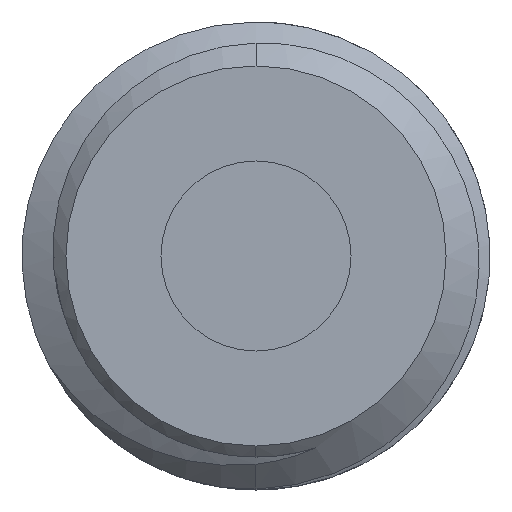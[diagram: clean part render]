
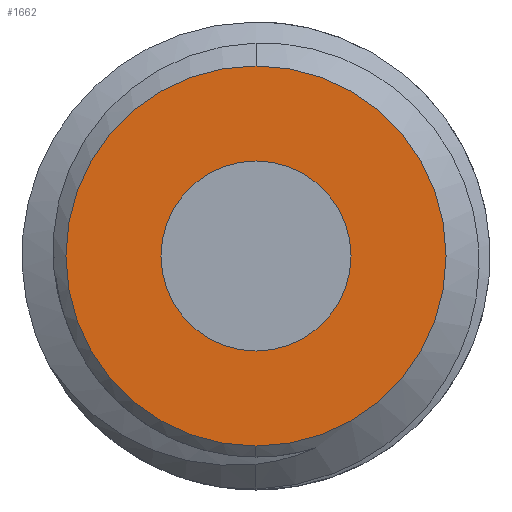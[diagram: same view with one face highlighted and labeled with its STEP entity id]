
A CAD part, left-side view. The second image highlights one B-rep face of the part: STEP entity #1662.
In plain terms, the highlighted planar face has unit normal (-1, 0, 0).
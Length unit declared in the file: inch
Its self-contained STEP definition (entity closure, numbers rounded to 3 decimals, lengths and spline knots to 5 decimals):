
#42 = DIRECTION ( 'NONE',  ( 0., 0., -1. ) ) ;
#163 = ORIENTED_EDGE ( 'NONE', *, *, #467, .T. ) ;
#313 = CARTESIAN_POINT ( 'NONE',  ( 0., 0., 0. ) ) ;
#467 = EDGE_CURVE ( 'NONE', #2526, #3203, #3320, .T. ) ;
#475 = DIRECTION ( 'NONE',  ( 0., 0., 1. ) ) ;
#669 = EDGE_LOOP ( 'NONE', ( #2464, #163 ) ) ;
#839 = AXIS2_PLACEMENT_3D ( 'NONE', #1168, #3225, #42 ) ;
#849 = FACE_OUTER_BOUND ( 'NONE', #1512, .T. ) ;
#883 = CARTESIAN_POINT ( 'NONE',  ( 0., 0., 0.125 ) ) ;
#1101 = CIRCLE ( 'NONE', #2471, 0.125 ) ;
#1168 = CARTESIAN_POINT ( 'NONE',  ( 0., 0., 0. ) ) ;
#1202 = VERTEX_POINT ( 'NONE', #883 ) ;
#1238 = DIRECTION ( 'NONE',  ( 0., 0., -1. ) ) ;
#1380 = CARTESIAN_POINT ( 'NONE',  ( 0., 0., 0.0625 ) ) ;
#1459 = DIRECTION ( 'NONE',  ( 0., 0., -1. ) ) ;
#1502 = CARTESIAN_POINT ( 'NONE',  ( 0., 0., 0. ) ) ;
#1512 = EDGE_LOOP ( 'NONE', ( #3193, #3262 ) ) ;
#1557 = PLANE ( 'NONE',  #1790 ) ;
#1570 = DIRECTION ( 'NONE',  ( -1., 0., 0. ) ) ;
#1662 = ADVANCED_FACE ( 'NONE', ( #2490, #849 ), #1557, .T. ) ;
#1736 = CIRCLE ( 'NONE', #2172, 0.0625 ) ;
#1790 = AXIS2_PLACEMENT_3D ( 'NONE', #3366, #1570, #475 ) ;
#1795 = VERTEX_POINT ( 'NONE', #1889 ) ;
#1889 = CARTESIAN_POINT ( 'NONE',  ( 0., 0., -0.125 ) ) ;
#2081 = DIRECTION ( 'NONE',  ( 1., 0., 0. ) ) ;
#2172 = AXIS2_PLACEMENT_3D ( 'NONE', #1502, #2081, #3587 ) ;
#2195 = AXIS2_PLACEMENT_3D ( 'NONE', #2389, #2993, #1238 ) ;
#2219 = EDGE_CURVE ( 'NONE', #3203, #2526, #1736, .T. ) ;
#2319 = DIRECTION ( 'NONE',  ( 1., 0., 0. ) ) ;
#2330 = CIRCLE ( 'NONE', #2195, 0.125 ) ;
#2346 = EDGE_CURVE ( 'NONE', #1202, #1795, #2330, .T. ) ;
#2389 = CARTESIAN_POINT ( 'NONE',  ( 0., 0., 0. ) ) ;
#2464 = ORIENTED_EDGE ( 'NONE', *, *, #2219, .T. ) ;
#2471 = AXIS2_PLACEMENT_3D ( 'NONE', #313, #2319, #1459 ) ;
#2490 = FACE_BOUND ( 'NONE', #669, .T. ) ;
#2526 = VERTEX_POINT ( 'NONE', #1380 ) ;
#2750 = EDGE_CURVE ( 'NONE', #1795, #1202, #1101, .T. ) ;
#2905 = CARTESIAN_POINT ( 'NONE',  ( 0., 0., -0.0625 ) ) ;
#2993 = DIRECTION ( 'NONE',  ( 1., 0., 0. ) ) ;
#3193 = ORIENTED_EDGE ( 'NONE', *, *, #2750, .F. ) ;
#3203 = VERTEX_POINT ( 'NONE', #2905 ) ;
#3225 = DIRECTION ( 'NONE',  ( 1., 0., 0. ) ) ;
#3262 = ORIENTED_EDGE ( 'NONE', *, *, #2346, .F. ) ;
#3320 = CIRCLE ( 'NONE', #839, 0.0625 ) ;
#3366 = CARTESIAN_POINT ( 'NONE',  ( 0., 0.125, 0. ) ) ;
#3587 = DIRECTION ( 'NONE',  ( 0., 0., -1. ) ) ;
